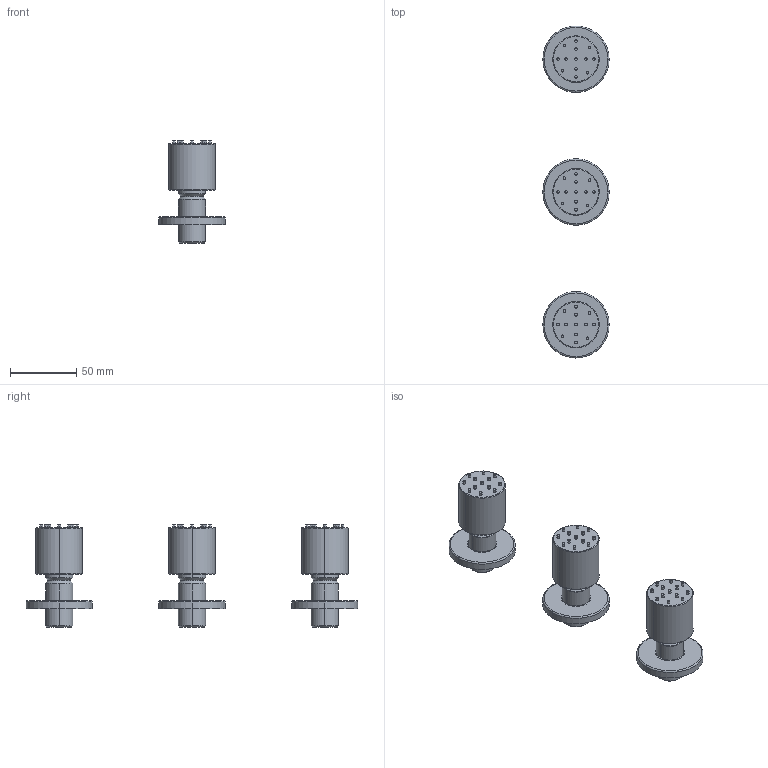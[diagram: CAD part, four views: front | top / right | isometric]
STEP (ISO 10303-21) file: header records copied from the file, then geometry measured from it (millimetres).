
FILE_DESCRIPTION (( 'STEP AP214' ), '1' );
FILE_NAME ('CHV.0010.STEP', '2022-11-21T12:40:11', ( 'Solid' ), ( '' ), 'SwSTEP 2.0', 'SolidWorks 2019', '' );
FILE_SCHEMA (( 'AUTOMOTIVE_DESIGN' ));
Length unit declared in the file: millimetre
Products named in the file (2): CHV.0010; 0001-INJETOR_DE_LATÃO_000000000000
Assembly tree (3 placements, depth 2):
  CHV.0010
    0001-INJETOR_DE_LATÃO_000000000000  x3
Bounding box: 50 x 250 x 77 mm (x, y, z)
Volume: 168194.5 mm3; surface area: 40837.5 mm2
Topology: 9 solids, 9 shells, 243 faces, 468 edges, 288 vertices
Faces by surface type: cylinder 114, plane 63, torus 48, cone 18
Entity records: 2619 total; most frequent: DIRECTION 442, CARTESIAN_POINT 339, ORIENTED_EDGE 312, AXIS2_PLACEMENT_3D 199, EDGE_CURVE 156, CIRCLE 112, VERTEX_POINT 96, EDGE_LOOP 96
